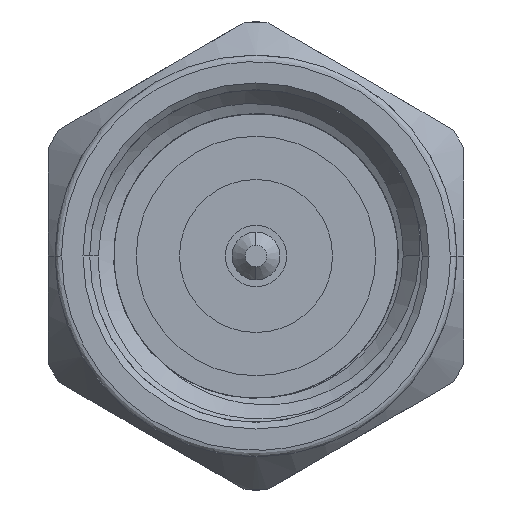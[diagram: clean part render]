
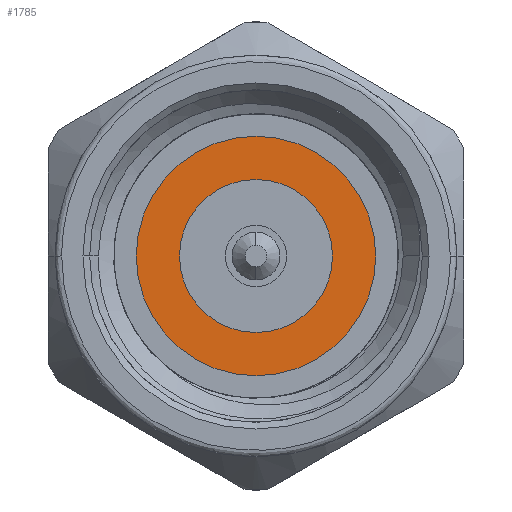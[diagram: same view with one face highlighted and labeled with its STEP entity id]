
A CAD part, front view. The second image highlights one B-rep face of the part: STEP entity #1785.
In plain terms, the highlighted planar face has unit normal (0, -1, 0).
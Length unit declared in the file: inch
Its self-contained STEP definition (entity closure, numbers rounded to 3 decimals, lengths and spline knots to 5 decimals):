
#37 = CARTESIAN_POINT ( 'NONE',  ( 0., -0.39162, 0. ) ) ;
#167 = CARTESIAN_POINT ( 'NONE',  ( 0., -0.39162, 0. ) ) ;
#772 = EDGE_CURVE ( 'NONE', #3434, #4769, #10982, .T. ) ;
#913 = DIRECTION ( 'NONE',  ( 0., 1., 0. ) ) ;
#1008 = CIRCLE ( 'NONE', #6641, 0.05748 ) ;
#1226 = DIRECTION ( 'NONE',  ( 0., 1., 0. ) ) ;
#1413 = AXIS2_PLACEMENT_3D ( 'NONE', #4088, #8575, #13060 ) ;
#1624 = AXIS2_PLACEMENT_3D ( 'NONE', #37, #1226, #4390 ) ;
#1785 = ADVANCED_FACE ( 'NONE', ( #9469, #8294 ), #10780, .T. ) ;
#2052 = EDGE_LOOP ( 'NONE', ( #7004, #12422 ) ) ;
#2614 = EDGE_LOOP ( 'NONE', ( #9972, #7380 ) ) ;
#2739 = DIRECTION ( 'NONE',  ( -1., 0., 0. ) ) ;
#3434 = VERTEX_POINT ( 'NONE', #11911 ) ;
#3891 = AXIS2_PLACEMENT_3D ( 'NONE', #12323, #913, #7750 ) ;
#4088 = CARTESIAN_POINT ( 'NONE',  ( 0., -0.39162, 0. ) ) ;
#4159 = CARTESIAN_POINT ( 'NONE',  ( -0.05748, -0.39162, 0. ) ) ;
#4390 = DIRECTION ( 'NONE',  ( -1., 0., 0. ) ) ;
#4769 = VERTEX_POINT ( 'NONE', #7462 ) ;
#5616 = CIRCLE ( 'NONE', #1624, 0.09 ) ;
#5827 = AXIS2_PLACEMENT_3D ( 'NONE', #10761, #14068, #8277 ) ;
#5846 = EDGE_CURVE ( 'NONE', #4769, #3434, #5616, .T. ) ;
#6461 = CIRCLE ( 'NONE', #3891, 0.05748 ) ;
#6634 = CARTESIAN_POINT ( 'NONE',  ( 0.05748, -0.39162, 0. ) ) ;
#6641 = AXIS2_PLACEMENT_3D ( 'NONE', #167, #8329, #2739 ) ;
#7004 = ORIENTED_EDGE ( 'NONE', *, *, #5846, .F. ) ;
#7159 = EDGE_CURVE ( 'NONE', #9427, #7292, #6461, .T. ) ;
#7292 = VERTEX_POINT ( 'NONE', #6634 ) ;
#7380 = ORIENTED_EDGE ( 'NONE', *, *, #12207, .T. ) ;
#7462 = CARTESIAN_POINT ( 'NONE',  ( -0.09, -0.39162, 0. ) ) ;
#7750 = DIRECTION ( 'NONE',  ( -1., 0., 0. ) ) ;
#8277 = DIRECTION ( 'NONE',  ( -1., 0., 0. ) ) ;
#8294 = FACE_OUTER_BOUND ( 'NONE', #2052, .T. ) ;
#8329 = DIRECTION ( 'NONE',  ( 0., 1., 0. ) ) ;
#8575 = DIRECTION ( 'NONE',  ( 0., -1., 0. ) ) ;
#9427 = VERTEX_POINT ( 'NONE', #4159 ) ;
#9469 = FACE_BOUND ( 'NONE', #2614, .T. ) ;
#9972 = ORIENTED_EDGE ( 'NONE', *, *, #7159, .T. ) ;
#10761 = CARTESIAN_POINT ( 'NONE',  ( 0., -0.39162, 0. ) ) ;
#10780 = PLANE ( 'NONE',  #1413 ) ;
#10982 = CIRCLE ( 'NONE', #5827, 0.09 ) ;
#11911 = CARTESIAN_POINT ( 'NONE',  ( 0.09, -0.39162, 0. ) ) ;
#12207 = EDGE_CURVE ( 'NONE', #7292, #9427, #1008, .T. ) ;
#12323 = CARTESIAN_POINT ( 'NONE',  ( 0., -0.39162, 0. ) ) ;
#12422 = ORIENTED_EDGE ( 'NONE', *, *, #772, .F. ) ;
#13060 = DIRECTION ( 'NONE',  ( 0., 0., -1. ) ) ;
#14068 = DIRECTION ( 'NONE',  ( 0., 1., 0. ) ) ;
